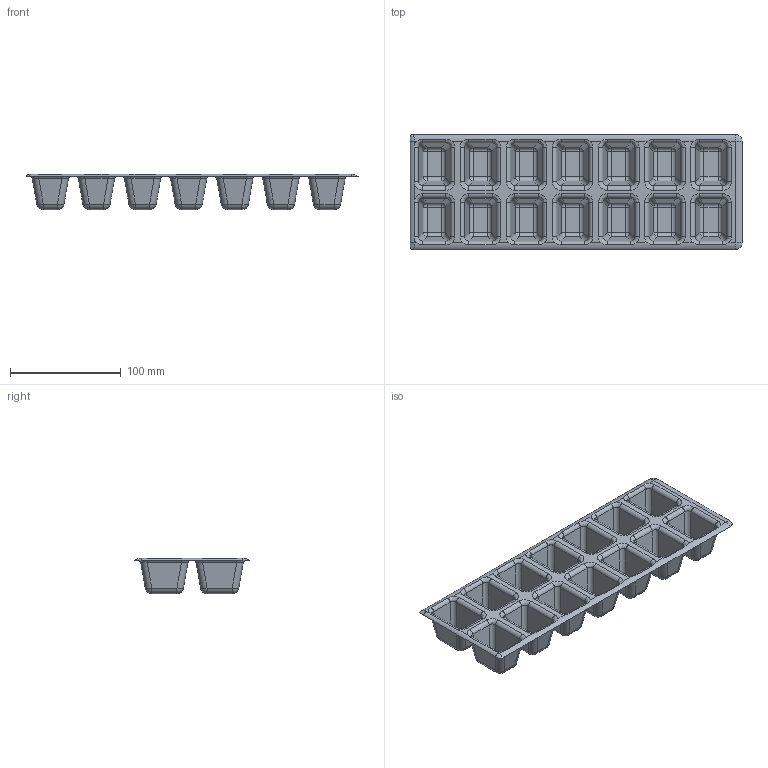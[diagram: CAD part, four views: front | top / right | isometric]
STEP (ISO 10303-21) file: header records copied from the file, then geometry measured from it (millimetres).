
FILE_DESCRIPTION(/* description */ (''),/* implementation_level */ '2;1');
FILE_NAME(/* name */ 'c8bcb34c-43de-4f62-abae-371b3cda14e9.stp',/* time_stamp */ '2024-07-09T13:34:03Z',/* author */ (''),/* organization */ (''),/* preprocessor_version */ 'ST-DEVELOPER v20',/* originating_system */ 'Autodesk Translation Framework v13.14.0.145',/* authorisation */ '');
FILE_SCHEMA (('AUTOMOTIVE_DESIGN { 1 0 10303 214 3 1 1 }'));
Length unit declared in the file: millimetre
Products named in the file (1): cube tray
Bounding box: 300 x 104 x 32 mm (x, y, z)
Volume: 134067.4 mm3; surface area: 137291.8 mm2
Topology: 1 solids, 1 shells, 712 faces, 1526 edges, 830 vertices
Faces by surface type: cylinder 340, plane 144, bspline 114, sphere 114
Entity records: 22057 total; most frequent: CARTESIAN_POINT 6641, DIRECTION 3480, ORIENTED_EDGE 3052, EDGE_CURVE 1526, AXIS2_PLACEMENT_3D 1391, VERTEX_POINT 830, EDGE_LOOP 726, FACE_OUTER_BOUND 712
